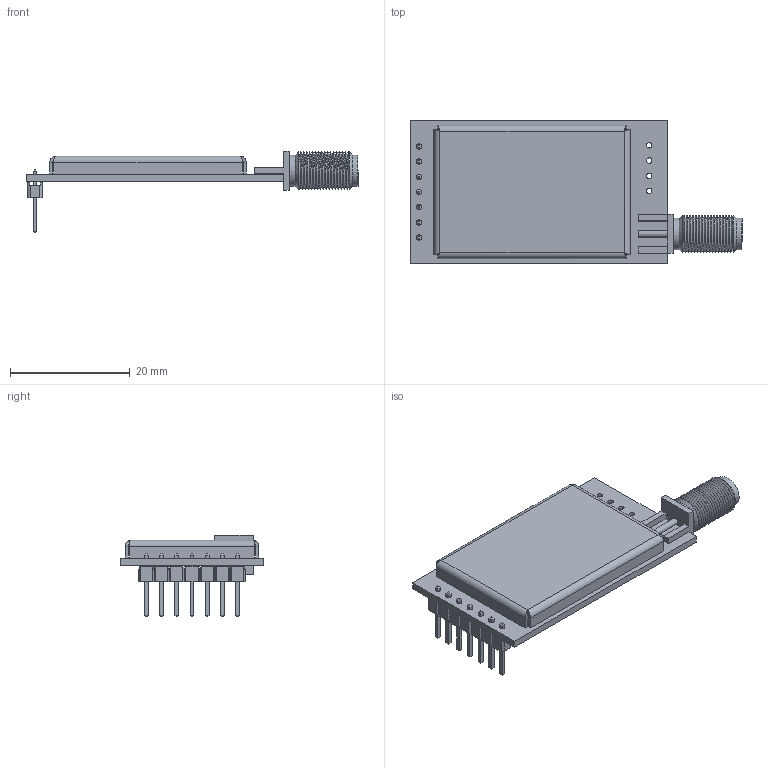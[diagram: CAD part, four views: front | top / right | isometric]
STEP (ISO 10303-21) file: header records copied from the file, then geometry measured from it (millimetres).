
FILE_DESCRIPTION (( 'STEP AP214' ), '1' );
FILE_NAME ('E22-400T30D.STEP', '2023-03-10T19:09:49', ( '' ), ( '' ), 'SwSTEP 2.0', 'SolidWorks 2022', '' );
FILE_SCHEMA (( 'AUTOMOTIVE_DESIGN' ));
Length unit declared in the file: millimetre
Products named in the file (1): E22-400T30D
Bounding box: 55.5 x 24 x 13.62 mm (x, y, z)
Volume: 2154.5 mm3; surface area: 5218.2 mm2
Topology: 11 solids, 11 shells, 328 faces, 796 edges, 497 vertices
Faces by surface type: plane 252, bspline 47, cylinder 27, cone 2
Full cylindrical faces by diameter (mm): 0.8 x1, 0.9 x11, 1 x1, 1.1 x1, 3.7 x1, 4.23 x1, 4.602 x1, 5.25 x2
Entity records: 14360 total; most frequent: CARTESIAN_POINT 3951, ORIENTED_EDGE 1522, DIRECTION 1287, EDGE_CURVE 761, VECTOR 641, LINE 641, VERTEX_POINT 483, EDGE_LOOP 392
